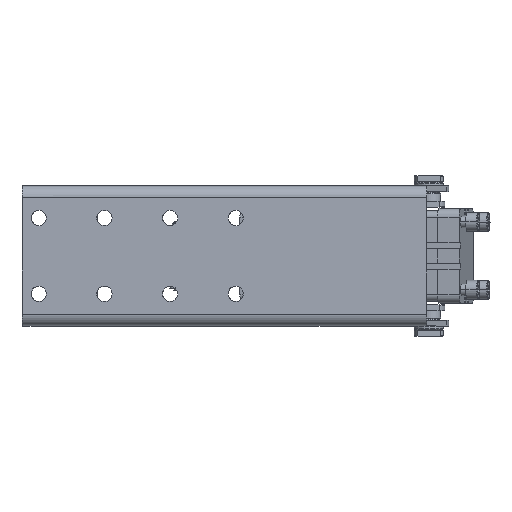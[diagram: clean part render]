
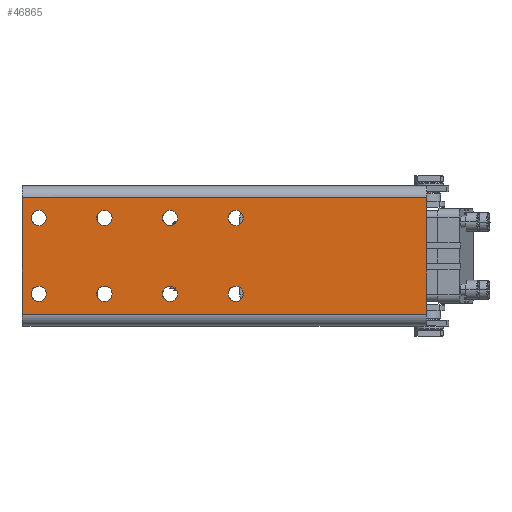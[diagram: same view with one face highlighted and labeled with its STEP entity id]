
A CAD part, top view. The second image highlights one B-rep face of the part: STEP entity #46865.
In plain terms, the highlighted planar face has unit normal (-0.019, 0, 1).
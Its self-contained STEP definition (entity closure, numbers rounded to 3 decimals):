
#5725=CARTESIAN_POINT('',(98.523,188.429,161.387));
#5726=VERTEX_POINT('',#5725);
#5735=CARTESIAN_POINT('',(98.523,177.929,161.387));
#5736=VERTEX_POINT('',#5735);
#5737=CARTESIAN_POINT('',(98.523,183.179,161.387));
#5738=DIRECTION('',(0.019,0.,-1.));
#5739=DIRECTION('',(0.,1.0,0.));
#5740=AXIS2_PLACEMENT_3D('',#5737,#5738,#5739);
#5741=CIRCLE('',#5740,5.25);
#5742=EDGE_CURVE('',#5736,#5726,#5741,.T.);
#5797=CARTESIAN_POINT('',(98.523,240.429,161.387));
#5798=VERTEX_POINT('',#5797);
#5807=CARTESIAN_POINT('',(98.523,229.929,161.387));
#5808=VERTEX_POINT('',#5807);
#5809=CARTESIAN_POINT('',(98.523,235.179,161.387));
#5810=DIRECTION('',(0.019,0.,-1.));
#5811=DIRECTION('',(0.,1.0,0.));
#5812=AXIS2_PLACEMENT_3D('',#5809,#5810,#5811);
#5813=CIRCLE('',#5812,5.25);
#5814=EDGE_CURVE('',#5808,#5798,#5813,.T.);
#5869=CARTESIAN_POINT('',(143.515,188.429,162.246));
#5870=VERTEX_POINT('',#5869);
#5879=CARTESIAN_POINT('',(143.515,177.929,162.246));
#5880=VERTEX_POINT('',#5879);
#5881=CARTESIAN_POINT('',(143.515,183.179,162.246));
#5882=DIRECTION('',(0.019,0.,-1.));
#5883=DIRECTION('',(0.,1.0,0.));
#5884=AXIS2_PLACEMENT_3D('',#5881,#5882,#5883);
#5885=CIRCLE('',#5884,5.25);
#5886=EDGE_CURVE('',#5880,#5870,#5885,.T.);
#5941=CARTESIAN_POINT('',(143.515,240.429,162.246));
#5942=VERTEX_POINT('',#5941);
#5951=CARTESIAN_POINT('',(143.515,229.929,162.246));
#5952=VERTEX_POINT('',#5951);
#5953=CARTESIAN_POINT('',(143.515,235.179,162.246));
#5954=DIRECTION('',(0.019,0.,-1.));
#5955=DIRECTION('',(0.,1.0,0.));
#5956=AXIS2_PLACEMENT_3D('',#5953,#5954,#5955);
#5957=CIRCLE('',#5956,5.25);
#5958=EDGE_CURVE('',#5952,#5942,#5957,.T.);
#6013=CARTESIAN_POINT('',(188.507,188.429,163.104));
#6014=VERTEX_POINT('',#6013);
#6023=CARTESIAN_POINT('',(188.507,177.929,163.104));
#6024=VERTEX_POINT('',#6023);
#6025=CARTESIAN_POINT('',(188.507,183.179,163.104));
#6026=DIRECTION('',(0.019,0.,-1.));
#6027=DIRECTION('',(0.,1.0,0.));
#6028=AXIS2_PLACEMENT_3D('',#6025,#6026,#6027);
#6029=CIRCLE('',#6028,5.25);
#6030=EDGE_CURVE('',#6024,#6014,#6029,.T.);
#6076=CARTESIAN_POINT('',(188.507,240.429,163.104));
#6077=VERTEX_POINT('',#6076);
#6086=CARTESIAN_POINT('',(188.507,229.929,163.104));
#6087=VERTEX_POINT('',#6086);
#6088=CARTESIAN_POINT('',(188.507,235.179,163.104));
#6089=DIRECTION('',(0.019,0.,-1.));
#6090=DIRECTION('',(0.,1.0,0.));
#6091=AXIS2_PLACEMENT_3D('',#6088,#6089,#6090);
#6092=CIRCLE('',#6091,5.25);
#6093=EDGE_CURVE('',#6087,#6077,#6092,.T.);
#6139=CARTESIAN_POINT('',(233.499,188.429,163.963));
#6140=VERTEX_POINT('',#6139);
#6149=CARTESIAN_POINT('',(233.499,177.929,163.963));
#6150=VERTEX_POINT('',#6149);
#6151=CARTESIAN_POINT('',(233.499,183.179,163.963));
#6152=DIRECTION('',(0.019,0.,-1.));
#6153=DIRECTION('',(0.,1.0,0.));
#6154=AXIS2_PLACEMENT_3D('',#6151,#6152,#6153);
#6155=CIRCLE('',#6154,5.25);
#6156=EDGE_CURVE('',#6150,#6140,#6155,.T.);
#6202=CARTESIAN_POINT('',(233.499,240.429,163.963));
#6203=VERTEX_POINT('',#6202);
#6212=CARTESIAN_POINT('',(233.499,229.929,163.963));
#6213=VERTEX_POINT('',#6212);
#6214=CARTESIAN_POINT('',(233.499,235.179,163.963));
#6215=DIRECTION('',(0.019,0.,-1.));
#6216=DIRECTION('',(0.,1.0,0.));
#6217=AXIS2_PLACEMENT_3D('',#6214,#6215,#6216);
#6218=CIRCLE('',#6217,5.25);
#6219=EDGE_CURVE('',#6213,#6203,#6218,.T.);
#46154=CARTESIAN_POINT('',(364.225,249.179,166.457));
#46155=VERTEX_POINT('',#46154);
#46163=CARTESIAN_POINT('',(364.225,169.179,166.457));
#46164=VERTEX_POINT('',#46163);
#46165=CARTESIAN_POINT('',(364.225,169.179,166.457));
#46166=DIRECTION('',(0.,1.0,0.));
#46167=VECTOR('',#46166,80.);
#46168=LINE('',#46165,#46167);
#46169=EDGE_CURVE('',#46164,#46155,#46168,.T.);
#46221=CARTESIAN_POINT('',(87.025,249.179,161.168));
#46222=VERTEX_POINT('',#46221);
#46230=CARTESIAN_POINT('',(364.225,249.179,166.457));
#46231=DIRECTION('',(-1.,0.,-0.019));
#46232=VECTOR('',#46231,277.251);
#46233=LINE('',#46230,#46232);
#46234=EDGE_CURVE('',#46155,#46222,#46233,.T.);
#46523=CARTESIAN_POINT('',(233.499,235.179,163.963));
#46524=DIRECTION('',(0.019,0.,-1.));
#46525=DIRECTION('',(0.,1.0,0.));
#46526=AXIS2_PLACEMENT_3D('',#46523,#46524,#46525);
#46527=CIRCLE('',#46526,5.25);
#46528=EDGE_CURVE('',#6203,#6213,#46527,.T.);
#46562=CARTESIAN_POINT('',(233.499,183.179,163.963));
#46563=DIRECTION('',(0.019,0.,-1.));
#46564=DIRECTION('',(0.,1.0,0.));
#46565=AXIS2_PLACEMENT_3D('',#46562,#46563,#46564);
#46566=CIRCLE('',#46565,5.25);
#46567=EDGE_CURVE('',#6140,#6150,#46566,.T.);
#46601=CARTESIAN_POINT('',(188.507,235.179,163.104));
#46602=DIRECTION('',(0.019,0.,-1.));
#46603=DIRECTION('',(0.,1.0,0.));
#46604=AXIS2_PLACEMENT_3D('',#46601,#46602,#46603);
#46605=CIRCLE('',#46604,5.25);
#46606=EDGE_CURVE('',#6077,#6087,#46605,.T.);
#46640=CARTESIAN_POINT('',(188.507,183.179,163.104));
#46641=DIRECTION('',(0.019,0.,-1.));
#46642=DIRECTION('',(0.,1.0,0.));
#46643=AXIS2_PLACEMENT_3D('',#46640,#46641,#46642);
#46644=CIRCLE('',#46643,5.25);
#46645=EDGE_CURVE('',#6014,#6024,#46644,.T.);
#46680=CARTESIAN_POINT('',(143.515,235.179,162.246));
#46681=DIRECTION('',(0.019,0.,-1.));
#46682=DIRECTION('',(0.,1.0,0.));
#46683=AXIS2_PLACEMENT_3D('',#46680,#46681,#46682);
#46684=CIRCLE('',#46683,5.25);
#46685=EDGE_CURVE('',#5942,#5952,#46684,.T.);
#46720=CARTESIAN_POINT('',(143.515,183.179,162.246));
#46721=DIRECTION('',(0.019,0.,-1.));
#46722=DIRECTION('',(0.,1.0,0.));
#46723=AXIS2_PLACEMENT_3D('',#46720,#46721,#46722);
#46724=CIRCLE('',#46723,5.25);
#46725=EDGE_CURVE('',#5870,#5880,#46724,.T.);
#46760=CARTESIAN_POINT('',(98.523,235.179,161.387));
#46761=DIRECTION('',(0.019,0.,-1.));
#46762=DIRECTION('',(0.,1.0,0.));
#46763=AXIS2_PLACEMENT_3D('',#46760,#46761,#46762);
#46764=CIRCLE('',#46763,5.25);
#46765=EDGE_CURVE('',#5798,#5808,#46764,.T.);
#46800=CARTESIAN_POINT('',(98.523,183.179,161.387));
#46801=DIRECTION('',(0.019,0.,-1.));
#46802=DIRECTION('',(0.,1.0,0.));
#46803=AXIS2_PLACEMENT_3D('',#46800,#46801,#46802);
#46804=CIRCLE('',#46803,5.25);
#46805=EDGE_CURVE('',#5726,#5736,#46804,.T.);
#46810=CARTESIAN_POINT('',(235.998,209.179,164.01));
#46811=DIRECTION('',(0.019,0.,-1.));
#46812=DIRECTION('',(0.,1.0,0.));
#46813=AXIS2_PLACEMENT_3D('',#46810,#46811,#46812);
#46814=PLANE('',#46813);
#46815=ORIENTED_EDGE('',*,*,#46169,.T.);
#46816=ORIENTED_EDGE('',*,*,#46234,.T.);
#46817=CARTESIAN_POINT('',(87.025,169.179,161.168));
#46818=VERTEX_POINT('',#46817);
#46819=CARTESIAN_POINT('',(87.025,169.179,161.168));
#46820=DIRECTION('',(0.,1.0,0.));
#46821=VECTOR('',#46820,80.);
#46822=LINE('',#46819,#46821);
#46823=EDGE_CURVE('',#46818,#46222,#46822,.T.);
#46824=ORIENTED_EDGE('',*,*,#46823,.F.);
#46825=CARTESIAN_POINT('',(87.025,169.179,161.168));
#46826=DIRECTION('',(1.,0.,0.019));
#46827=VECTOR('',#46826,277.251);
#46828=LINE('',#46825,#46827);
#46829=EDGE_CURVE('',#46818,#46164,#46828,.T.);
#46830=ORIENTED_EDGE('',*,*,#46829,.T.);
#46831=EDGE_LOOP('',(#46815,#46816,#46824,#46830));
#46832=FACE_OUTER_BOUND('',#46831,.T.);
#46833=ORIENTED_EDGE('',*,*,#6219,.T.);
#46834=ORIENTED_EDGE('',*,*,#46528,.T.);
#46835=EDGE_LOOP('',(#46833,#46834));
#46836=FACE_BOUND('',#46835,.T.);
#46837=ORIENTED_EDGE('',*,*,#6156,.T.);
#46838=ORIENTED_EDGE('',*,*,#46567,.T.);
#46839=EDGE_LOOP('',(#46837,#46838));
#46840=FACE_BOUND('',#46839,.T.);
#46841=ORIENTED_EDGE('',*,*,#6093,.T.);
#46842=ORIENTED_EDGE('',*,*,#46606,.T.);
#46843=EDGE_LOOP('',(#46841,#46842));
#46844=FACE_BOUND('',#46843,.T.);
#46845=ORIENTED_EDGE('',*,*,#6030,.T.);
#46846=ORIENTED_EDGE('',*,*,#46645,.T.);
#46847=EDGE_LOOP('',(#46845,#46846));
#46848=FACE_BOUND('',#46847,.T.);
#46849=ORIENTED_EDGE('',*,*,#5958,.T.);
#46850=ORIENTED_EDGE('',*,*,#46685,.T.);
#46851=EDGE_LOOP('',(#46849,#46850));
#46852=FACE_BOUND('',#46851,.T.);
#46853=ORIENTED_EDGE('',*,*,#5886,.T.);
#46854=ORIENTED_EDGE('',*,*,#46725,.T.);
#46855=EDGE_LOOP('',(#46853,#46854));
#46856=FACE_BOUND('',#46855,.T.);
#46857=ORIENTED_EDGE('',*,*,#5814,.T.);
#46858=ORIENTED_EDGE('',*,*,#46765,.T.);
#46859=EDGE_LOOP('',(#46857,#46858));
#46860=FACE_BOUND('',#46859,.T.);
#46861=ORIENTED_EDGE('',*,*,#5742,.T.);
#46862=ORIENTED_EDGE('',*,*,#46805,.T.);
#46863=EDGE_LOOP('',(#46861,#46862));
#46864=FACE_BOUND('',#46863,.T.);
#46865=ADVANCED_FACE('',(#46832,#46836,#46840,#46844,#46848,#46852,#46856,#46860,#46864),#46814,.F.);
